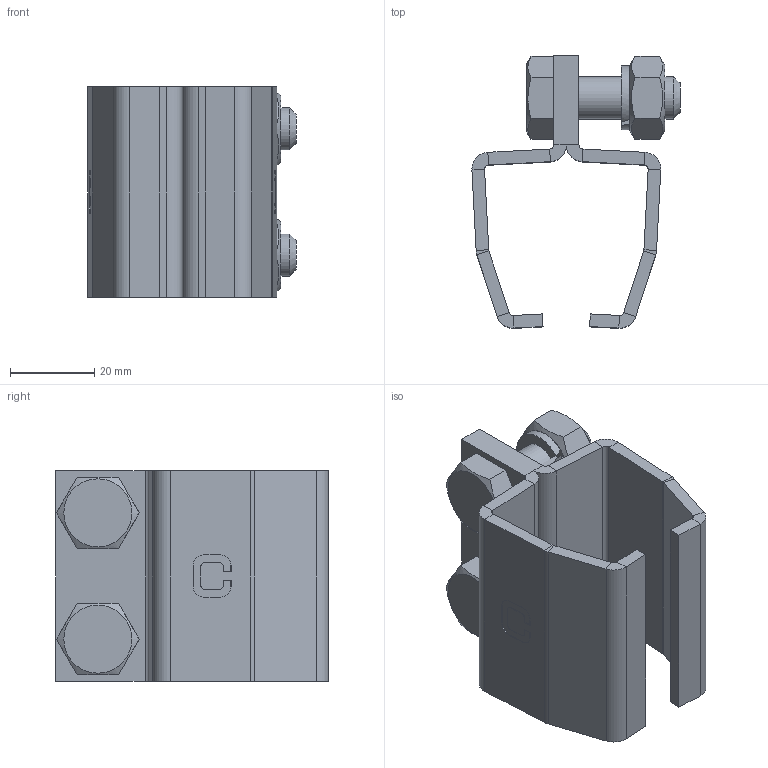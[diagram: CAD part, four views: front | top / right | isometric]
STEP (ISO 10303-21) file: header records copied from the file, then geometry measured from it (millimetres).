
FILE_DESCRIPTION(('STEP AP203'), '1');
FILE_NAME('ÐË270.RC35 Çàõâàò áàçîâûé', '', ('UNSPECIFIED'), ('UNSPECIFIED'), 'ASCON STEP Converter 1.3', 'ASCON Math Kernel', '');
FILE_SCHEMA(('CONFIG_CONTROL_DESIGN'));
Length unit declared in the file: millimetre
Products named in the file (1): 270.RC35
Bounding box: 49.42 x 64.71 x 50 mm (x, y, z)
Volume: 36531.8 mm3; surface area: 21650.8 mm2
Topology: 1 solids, 1 shells, 173 faces, 397 edges, 240 vertices
Faces by surface type: plane 121, cylinder 42, cone 8, torus 2
Full cylindrical faces by diameter (mm): 10 x4, 11 x2
Entity records: 7561 total; most frequent: CARTESIAN_POINT 2331, DIRECTION 779, ORIENTED_EDGE 762, EDGE_CURVE 381, AXIS2_PLACEMENT_3D 268, LINE 243, VECTOR 243, VERTEX_POINT 240
